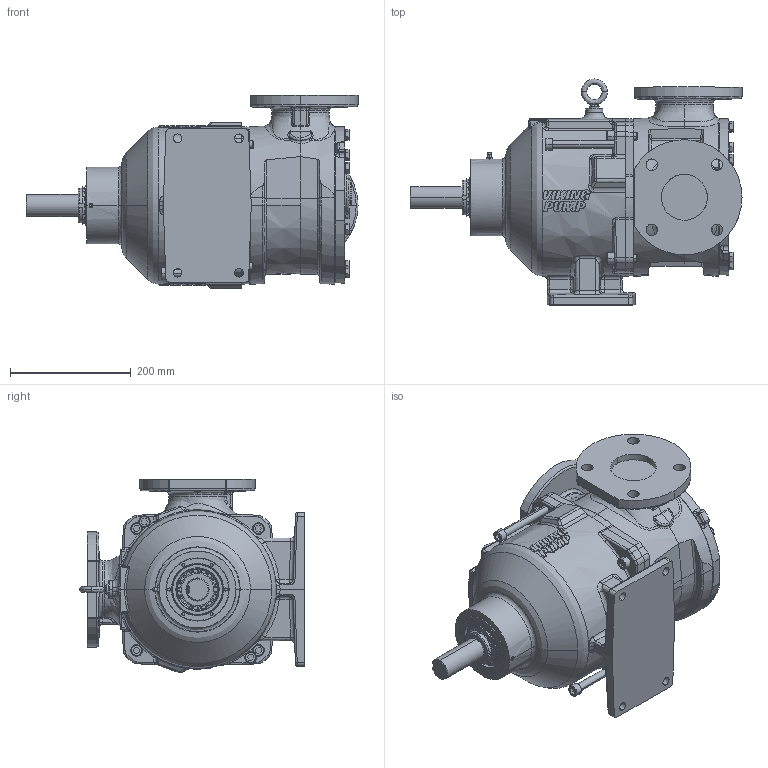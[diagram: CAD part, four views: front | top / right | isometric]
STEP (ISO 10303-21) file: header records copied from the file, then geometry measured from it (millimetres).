
FILE_DESCRIPTION (( 'STEP AP214' ), '1' );
FILE_NAME ('LL8124A.STEP', '2017-08-25T16:27:55', ( '' ), ( '' ), 'SwSTEP 2.0', 'SolidWorks 2016', '' );
FILE_SCHEMA (( 'AUTOMOTIVE_DESIGN' ));
Length unit declared in the file: inch
Products named in the file (2): LL8124A
Bounding box: 549.33 x 373.89 x 320.56 mm (x, y, z)
Volume: 21835239.5 mm3; surface area: 730062.6 mm2
Topology: 1 solids, 1 shells, 1519 faces, 3819 edges, 2334 vertices
Faces by surface type: bspline 579, plane 543, cylinder 225, cone 172
Entity records: 131392 total; most frequent: CARTESIAN_POINT 90520, ORIENTED_EDGE 7566, DIRECTION 5008, EDGE_CURVE 3783, VERTEX_POINT 2334, AXIS2_PLACEMENT_3D 1775, EDGE_LOOP 1623, ADVANCED_FACE 1519
